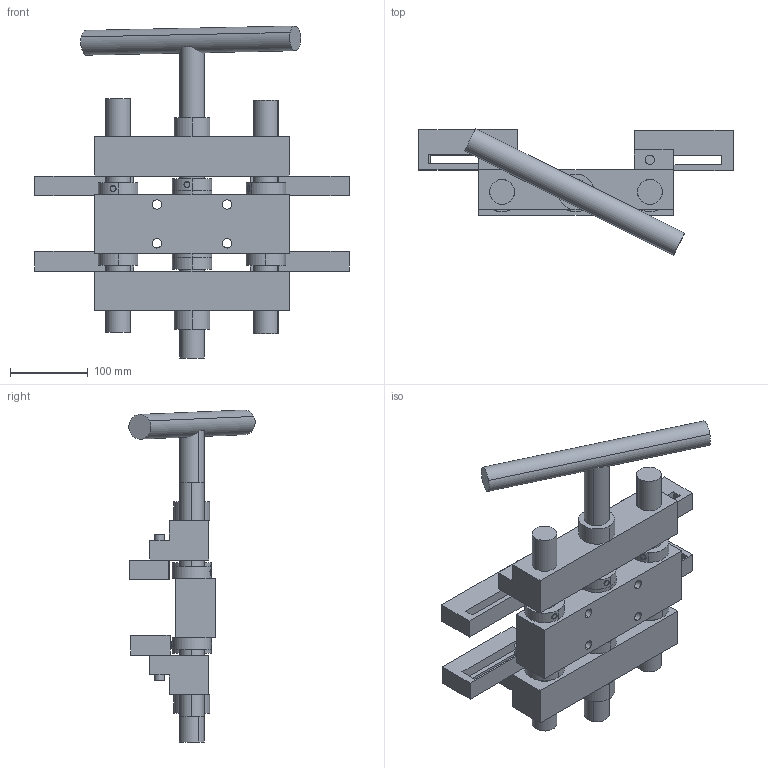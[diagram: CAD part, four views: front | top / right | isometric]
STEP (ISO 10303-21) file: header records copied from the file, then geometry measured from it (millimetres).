
FILE_DESCRIPTION (( 'STEP AP203' ), '1' );
FILE_NAME ('ViseAssembly.STEP', '2012-06-04T18:13:51', ( '' ), ( '' ), 'SwSTEP 2.0', 'SolidWorks 2010', '' );
FILE_SCHEMA (( 'CONFIG_CONTROL_DESIGN' ));
Length unit declared in the file: millimetre
Products named in the file (12): SupportShaft; ThreadedRod; MediumShaftCollar; SupportThrustWasher; Handle; MovingBlock; ClampJaw; LongScrew; LargeNut; ViseAssembly; FixedBlock; CouplingSetscrew
Assembly tree (31 placements, depth 2):
  ViseAssembly
    MediumShaftCollar  x6
    LongScrew  x4
    CouplingSetscrew  x6
    MovingBlock  x2
    ClampJaw  x4
    Handle
    SupportThrustWasher  x2
    LargeNut  x2
    SupportShaft  x2
    ThreadedRod
    FixedBlock
Bounding box: 404 x 162.44 x 426.74 mm (x, y, z)
Volume: 3609726 mm3; surface area: 562854.8 mm2
Topology: 31 solids, 31 shells, 276 faces, 606 edges, 404 vertices
Faces by surface type: plane 146, cylinder 130
Entity records: 5284 total; most frequent: CARTESIAN_POINT 696, DIRECTION 652, ORIENTED_EDGE 504, AXIS2_PLACEMENT_3D 258, EDGE_CURVE 252, VERTEX_POINT 168, EDGE_LOOP 152, LINE 136
